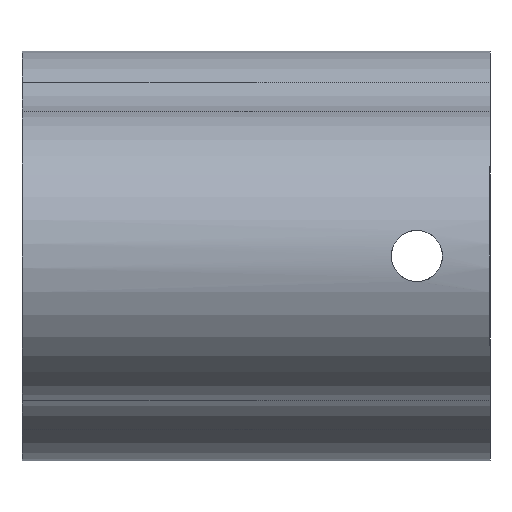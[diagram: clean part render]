
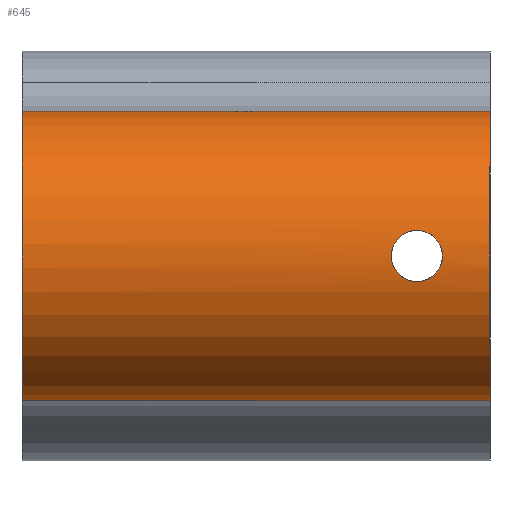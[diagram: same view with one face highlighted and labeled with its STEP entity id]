
A CAD part, left-side view. The second image highlights one B-rep face of the part: STEP entity #645.
In plain terms, the highlighted cylindrical face has radius 10 mm (diameter 20 mm), a partial arc.
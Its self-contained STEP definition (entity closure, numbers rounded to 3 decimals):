
#15=B_SPLINE_CURVE_WITH_KNOTS('',3,(#1085,#1086,#1087,#1088,#1089,#1090,
#1091,#1092,#1093,#1094,#1095,#1096,#1097,#1098,#1099,#1100,#1101,#1102,
#1103,#1104,#1105,#1106,#1107,#1108,#1109,#1110),.UNSPECIFIED.,.F.,.F.,
(4,2,2,2,2,2,2,2,2,2,2,2,4),(0.,0.066,0.132,0.198,
0.264,0.33,0.396,0.462,
0.529,0.595,0.661,0.727,
0.793),.UNSPECIFIED.);
#16=B_SPLINE_CURVE_WITH_KNOTS('',3,(#1111,#1112,#1113,#1114,#1115,#1116,
#1117,#1118,#1119,#1120),.UNSPECIFIED.,.F.,.F.,(4,2,2,2,4),(0.793,
0.859,0.925,0.991,1.057),
 .UNSPECIFIED.);
#38=FACE_BOUND('',#110,.T.);
#63=FACE_OUTER_BOUND('',#109,.T.);
#109=EDGE_LOOP('',(#509,#510,#511,#512));
#110=EDGE_LOOP('',(#513,#514));
#160=LINE('',#1080,#205);
#161=LINE('',#1082,#206);
#205=VECTOR('',#885,10.);
#206=VECTOR('',#888,10.);
#235=CIRCLE('',#704,10.);
#245=CIRCLE('',#717,10.);
#285=VERTEX_POINT('',#1002);
#286=VERTEX_POINT('',#1004);
#296=VERTEX_POINT('',#1030);
#297=VERTEX_POINT('',#1032);
#314=VERTEX_POINT('',#1083);
#315=VERTEX_POINT('',#1084);
#351=EDGE_CURVE('',#285,#286,#235,.T.);
#365=EDGE_CURVE('',#296,#297,#245,.T.);
#391=EDGE_CURVE('',#297,#285,#160,.T.);
#392=EDGE_CURVE('',#286,#296,#161,.T.);
#393=EDGE_CURVE('',#314,#315,#15,.T.);
#394=EDGE_CURVE('',#315,#314,#16,.T.);
#509=ORIENTED_EDGE('',*,*,#391,.F.);
#510=ORIENTED_EDGE('',*,*,#365,.F.);
#511=ORIENTED_EDGE('',*,*,#392,.F.);
#512=ORIENTED_EDGE('',*,*,#351,.F.);
#513=ORIENTED_EDGE('',*,*,#393,.T.);
#514=ORIENTED_EDGE('',*,*,#394,.T.);
#618=CYLINDRICAL_SURFACE('',#736,10.);
#645=ADVANCED_FACE('',(#63,#38),#618,.T.);
#704=AXIS2_PLACEMENT_3D('',#1005,#805,#806);
#717=AXIS2_PLACEMENT_3D('',#1033,#835,#836);
#736=AXIS2_PLACEMENT_3D('',#1081,#886,#887);
#805=DIRECTION('center_axis',(0.,1.,0.));
#806=DIRECTION('ref_axis',(-1.,0.,0.));
#835=DIRECTION('center_axis',(0.,-1.,0.));
#836=DIRECTION('ref_axis',(-1.,0.,0.));
#885=DIRECTION('',(0.,1.,0.));
#886=DIRECTION('center_axis',(0.,1.,0.));
#887=DIRECTION('ref_axis',(-1.,0.,0.));
#888=DIRECTION('',(0.,-1.,0.));
#1002=CARTESIAN_POINT('',(-1.469,2.,-9.891));
#1004=CARTESIAN_POINT('',(-1.469,2.,9.891));
#1005=CARTESIAN_POINT('Origin',(0.,2.,0.));
#1030=CARTESIAN_POINT('',(-1.469,-30.,9.891));
#1032=CARTESIAN_POINT('',(-1.469,-30.,-9.891));
#1033=CARTESIAN_POINT('Origin',(0.,-30.,0.));
#1080=CARTESIAN_POINT('',(-1.469,0.,-9.891));
#1081=CARTESIAN_POINT('Origin',(0.,0.,0.));
#1082=CARTESIAN_POINT('',(-1.469,0.,9.891));
#1083=CARTESIAN_POINT('',(-9.846,-25.,-1.75));
#1084=CARTESIAN_POINT('',(-10.,-26.75,0.));
#1085=CARTESIAN_POINT('Ctrl Pts',(-9.846,-25.,-1.75));
#1086=CARTESIAN_POINT('Ctrl Pts',(-9.846,-24.78,-1.75));
#1087=CARTESIAN_POINT('Ctrl Pts',(-9.854,-24.545,-1.706));
#1088=CARTESIAN_POINT('Ctrl Pts',(-9.883,-24.114,-1.527));
#1089=CARTESIAN_POINT('Ctrl Pts',(-9.904,-23.918,-1.393));
#1090=CARTESIAN_POINT('Ctrl Pts',(-9.942,-23.607,-1.082));
#1091=CARTESIAN_POINT('Ctrl Pts',(-9.963,-23.473,-0.886));
#1092=CARTESIAN_POINT('Ctrl Pts',(-9.992,-23.294,-0.455));
#1093=CARTESIAN_POINT('Ctrl Pts',(-10.,-23.25,-0.22));
#1094=CARTESIAN_POINT('Ctrl Pts',(-10.,-23.25,0.22));
#1095=CARTESIAN_POINT('Ctrl Pts',(-9.992,-23.294,0.455));
#1096=CARTESIAN_POINT('Ctrl Pts',(-9.963,-23.473,0.886));
#1097=CARTESIAN_POINT('Ctrl Pts',(-9.942,-23.607,1.082));
#1098=CARTESIAN_POINT('Ctrl Pts',(-9.904,-23.918,1.393));
#1099=CARTESIAN_POINT('Ctrl Pts',(-9.883,-24.114,1.527));
#1100=CARTESIAN_POINT('Ctrl Pts',(-9.854,-24.545,1.706));
#1101=CARTESIAN_POINT('Ctrl Pts',(-9.846,-24.78,1.75));
#1102=CARTESIAN_POINT('Ctrl Pts',(-9.846,-25.22,1.75));
#1103=CARTESIAN_POINT('Ctrl Pts',(-9.854,-25.455,1.706));
#1104=CARTESIAN_POINT('Ctrl Pts',(-9.883,-25.886,1.527));
#1105=CARTESIAN_POINT('Ctrl Pts',(-9.904,-26.082,1.393));
#1106=CARTESIAN_POINT('Ctrl Pts',(-9.942,-26.393,1.082));
#1107=CARTESIAN_POINT('Ctrl Pts',(-9.963,-26.527,0.886));
#1108=CARTESIAN_POINT('Ctrl Pts',(-9.992,-26.706,0.455));
#1109=CARTESIAN_POINT('Ctrl Pts',(-10.,-26.75,0.22));
#1110=CARTESIAN_POINT('Ctrl Pts',(-10.,-26.75,0.));
#1111=CARTESIAN_POINT('Ctrl Pts',(-10.,-26.75,0.));
#1112=CARTESIAN_POINT('Ctrl Pts',(-10.,-26.75,-0.22));
#1113=CARTESIAN_POINT('Ctrl Pts',(-9.992,-26.706,-0.455));
#1114=CARTESIAN_POINT('Ctrl Pts',(-9.963,-26.527,-0.886));
#1115=CARTESIAN_POINT('Ctrl Pts',(-9.942,-26.393,-1.082));
#1116=CARTESIAN_POINT('Ctrl Pts',(-9.904,-26.082,-1.393));
#1117=CARTESIAN_POINT('Ctrl Pts',(-9.883,-25.886,-1.527));
#1118=CARTESIAN_POINT('Ctrl Pts',(-9.854,-25.455,-1.706));
#1119=CARTESIAN_POINT('Ctrl Pts',(-9.846,-25.22,-1.75));
#1120=CARTESIAN_POINT('Ctrl Pts',(-9.846,-25.,-1.75));
